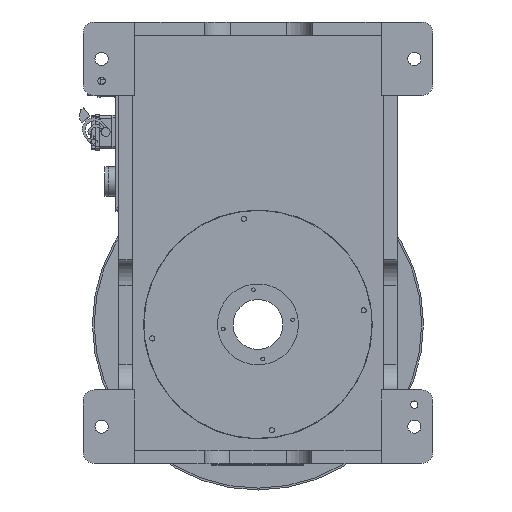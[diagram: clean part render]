
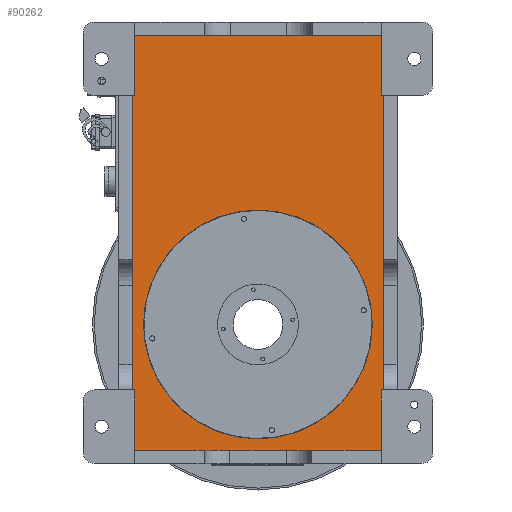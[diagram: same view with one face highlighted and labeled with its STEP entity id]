
A CAD part, front view. The second image highlights one B-rep face of the part: STEP entity #90262.
In plain terms, the highlighted face is planar.
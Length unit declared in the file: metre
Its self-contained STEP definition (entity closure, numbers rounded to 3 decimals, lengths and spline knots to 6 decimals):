
#4926 = FACE_OUTER_BOUND ( 'NONE', #151569, .T. ) ;
#19180 = VECTOR ( 'NONE', #115682, 1. ) ;
#19346 = LINE ( 'NONE', #102293, #19180 ) ;
#22726 = CARTESIAN_POINT ( 'NONE',  ( -0.120448, -0.025568, 0.018 ) ) ;
#23189 = PLANE ( 'NONE',  #113412 ) ;
#25981 = CARTESIAN_POINT ( 'NONE',  ( -0.291448, -0.196568, 0.018 ) ) ;
#29172 = ORIENTED_EDGE ( 'NONE', *, *, #33115, .T. ) ;
#32788 = CARTESIAN_POINT ( 'NONE',  ( 0.035052, -0.025568, 0.018 ) ) ;
#33115 = EDGE_CURVE ( 'NONE', #107337, #160494, #60550, .T. ) ;
#36048 = DIRECTION ( 'NONE',  ( 1., 0., 0. ) ) ;
#36495 = DIRECTION ( 'NONE',  ( 1., 0., 0. ) ) ;
#39244 = DIRECTION ( 'NONE',  ( 1., 0., 0. ) ) ;
#39795 = ORIENTED_EDGE ( 'NONE', *, *, #87542, .T. ) ;
#53393 = LINE ( 'NONE', #111639, #100073 ) ;
#53685 = ORIENTED_EDGE ( 'NONE', *, *, #94766, .T. ) ;
#58408 = EDGE_CURVE ( 'NONE', #143890, #110403, #53393, .T. ) ;
#59339 = VERTEX_POINT ( 'NONE', #32788 ) ;
#60550 = LINE ( 'NONE', #132684, #133320 ) ;
#65505 = AXIS2_PLACEMENT_3D ( 'NONE', #22726, #115006, #36048 ) ;
#74387 = CARTESIAN_POINT ( 'NONE',  ( 0.272552, -0.196568, 0.018 ) ) ;
#85243 = FACE_BOUND ( 'NONE', #129347, .T. ) ;
#85570 = DIRECTION ( 'NONE',  ( 0., -1., 0. ) ) ;
#87542 = EDGE_CURVE ( 'NONE', #160494, #143890, #19346, .T. ) ;
#88141 = ORIENTED_EDGE ( 'NONE', *, *, #103180, .T. ) ;
#90262 = ADVANCED_FACE ( 'NONE', ( #4926, #85243 ), #23189, .T. ) ;
#94766 = EDGE_CURVE ( 'NONE', #110403, #107337, #156351, .T. ) ;
#100073 = VECTOR ( 'NONE', #85570, 1. ) ;
#101593 = CARTESIAN_POINT ( 'NONE',  ( -0.291448, 0.145432, 0.018 ) ) ;
#102293 = CARTESIAN_POINT ( 'NONE',  ( -0.291448, 0.145432, 0.018 ) ) ;
#103180 = EDGE_CURVE ( 'NONE', #59339, #59339, #136073, .T. ) ;
#105340 = ORIENTED_EDGE ( 'NONE', *, *, #58408, .T. ) ;
#107337 = VERTEX_POINT ( 'NONE', #74387 ) ;
#110403 = VERTEX_POINT ( 'NONE', #139708 ) ;
#111639 = CARTESIAN_POINT ( 'NONE',  ( -0.291448, 0.145432, 0.018 ) ) ;
#113412 = AXIS2_PLACEMENT_3D ( 'NONE', #114889, #115475, #36495 ) ;
#114889 = CARTESIAN_POINT ( 'NONE',  ( 0., 0., 0.018 ) ) ;
#115006 = DIRECTION ( 'NONE',  ( 0., 0., -1. ) ) ;
#115475 = DIRECTION ( 'NONE',  ( 0., 0., 1. ) ) ;
#115682 = DIRECTION ( 'NONE',  ( -1., 0., 0. ) ) ;
#117917 = CARTESIAN_POINT ( 'NONE',  ( 0.272552, 0.145432, 0.018 ) ) ;
#129347 = EDGE_LOOP ( 'NONE', ( #88141 ) ) ;
#130589 = DIRECTION ( 'NONE',  ( 0., 1., 0. ) ) ;
#132684 = CARTESIAN_POINT ( 'NONE',  ( 0.272552, 0.145432, 0.018 ) ) ;
#133320 = VECTOR ( 'NONE', #130589, 1. ) ;
#136073 = CIRCLE ( 'NONE', #65505, 0.1555 ) ;
#139708 = CARTESIAN_POINT ( 'NONE',  ( -0.291448, -0.196568, 0.018 ) ) ;
#143890 = VERTEX_POINT ( 'NONE', #101593 ) ;
#151569 = EDGE_LOOP ( 'NONE', ( #29172, #39795, #105340, #53685 ) ) ;
#155202 = VECTOR ( 'NONE', #39244, 1. ) ;
#156351 = LINE ( 'NONE', #25981, #155202 ) ;
#160494 = VERTEX_POINT ( 'NONE', #117917 ) ;
